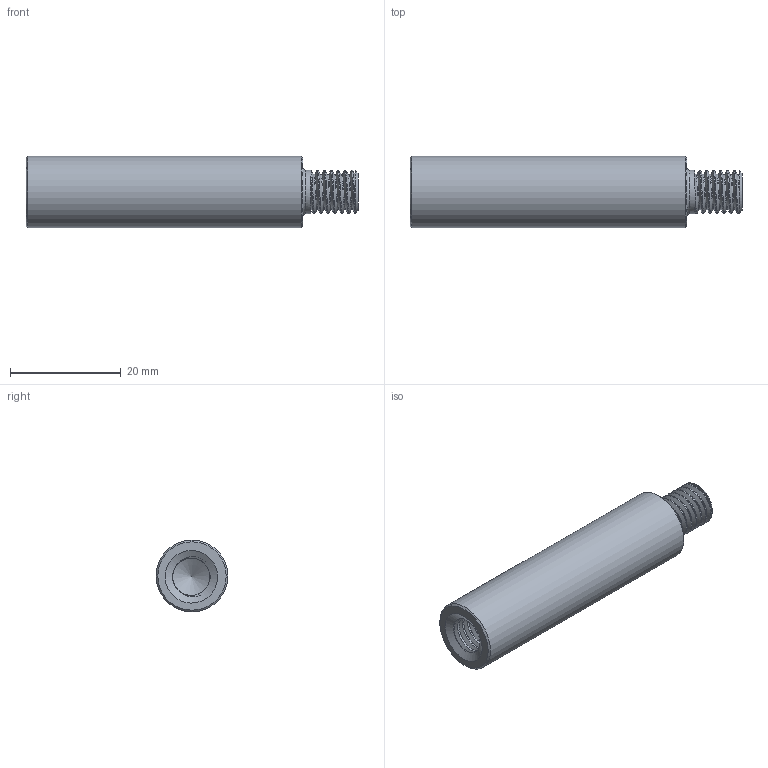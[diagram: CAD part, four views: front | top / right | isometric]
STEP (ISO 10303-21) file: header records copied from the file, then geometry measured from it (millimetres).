
FILE_DESCRIPTION(/* description */ (''),/* implementation_level */ '2;1');
FILE_NAME(/* name */ '888.740.010.040.stp',/* time_stamp */ '2025-08-06T11:49:33+02:00',/* author */ (''),/* organization */ (''),/* preprocessor_version */ 'ST-DEVELOPER v15.2',/* originating_system */ 'Autodesk Translator Framework v2.0.0.5431',/* authorisation */ '');
FILE_SCHEMA (('AUTOMOTIVE_DESIGN { 1 0 10303 214 3 1 1 }'));
Length unit declared in the file: centimetre
Products named in the file (1): (Unsaved)
Bounding box: 60 x 12.95 x 12.95 mm (x, y, z)
Volume: 6320.8 mm3; surface area: 3206.3 mm2
Topology: 1 solids, 1 shells, 33 faces, 150 edges, 120 vertices
Faces by surface type: cylinder 12, plane 8, cone 6, bspline 6, torus 1
Full cylindrical faces by diameter (mm): 7.866 x6, 12.95 x1
Entity records: 5332 total; most frequent: CARTESIAN_POINT 4467, ORIENTED_EDGE 240, EDGE_CURVE 120, VERTEX_POINT 104, B_SPLINE_CURVE_WITH_KNOTS 98, DIRECTION 88, AXIS2_PLACEMENT_3D 44, EDGE_LOOP 36
